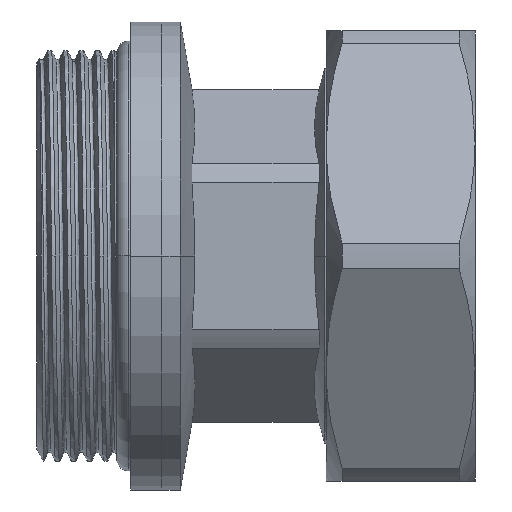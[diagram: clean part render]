
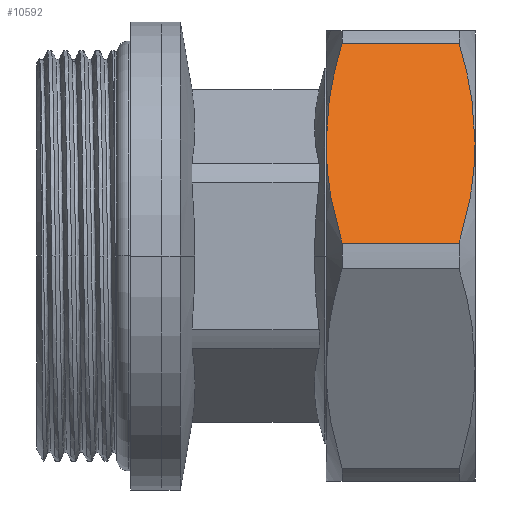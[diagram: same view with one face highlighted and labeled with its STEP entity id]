
A CAD part, front view. The second image highlights one B-rep face of the part: STEP entity #10592.
In plain terms, the highlighted face is planar.
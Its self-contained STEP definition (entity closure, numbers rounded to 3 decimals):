
#4375=DIRECTION('',(1.,0.,0.));
#4376=VECTOR('',#4375,16.881);
#4377=CARTESIAN_POINT('',(-19.191,-19.839,
-30.637));
#4378=LINE('',#4377,#4376);
#4410=DIRECTION('',(-1.,0.,0.));
#4411=VECTOR('',#4410,16.881);
#4412=CARTESIAN_POINT('',(-2.309,-36.452,
-1.863));
#4413=LINE('',#4412,#4411);
#4513=CARTESIAN_POINT('',(0.,-28.146,-16.25));
#4514=CARTESIAN_POINT('',(0.,-27.599,-17.197));
#4515=CARTESIAN_POINT('',(-0.064,-26.505,
-19.092));
#4516=CARTESIAN_POINT('',(-0.349,-24.865,
-21.933));
#4517=CARTESIAN_POINT('',(-0.815,-23.219,
-24.784));
#4518=CARTESIAN_POINT('',(-1.458,-21.554,
-27.667));
#4519=CARTESIAN_POINT('',(-2.007,-20.415,
-29.64));
#4520=CARTESIAN_POINT('',(-2.309,-19.839,
-30.637));
#4546=CARTESIAN_POINT('',(-2.309,-36.452,
-1.863));
#4547=CARTESIAN_POINT('',(-1.931,-35.733,
-3.108));
#4548=CARTESIAN_POINT('',(-1.263,-34.312,
-5.57));
#4549=CARTESIAN_POINT('',(-0.543,-32.249,
-9.144));
#4550=CARTESIAN_POINT('',(-0.1,-30.197,
-12.698));
#4551=CARTESIAN_POINT('',(0.,-28.829,-15.067));
#4552=CARTESIAN_POINT('',(0.,-28.146,-16.25));
#5087=CARTESIAN_POINT('',(-21.5,-28.146,-16.25));
#5088=CARTESIAN_POINT('',(-21.5,-27.599,-17.197));
#5089=CARTESIAN_POINT('',(-21.436,-26.505,
-19.092));
#5090=CARTESIAN_POINT('',(-21.151,-24.865,
-21.933));
#5091=CARTESIAN_POINT('',(-20.685,-23.219,
-24.784));
#5092=CARTESIAN_POINT('',(-20.042,-21.554,
-27.667));
#5093=CARTESIAN_POINT('',(-19.493,-20.415,
-29.64));
#5094=CARTESIAN_POINT('',(-19.191,-19.839,
-30.637));
#5120=CARTESIAN_POINT('',(-19.191,-36.452,
-1.863));
#5121=CARTESIAN_POINT('',(-19.569,-35.733,
-3.108));
#5122=CARTESIAN_POINT('',(-20.237,-34.312,
-5.57));
#5123=CARTESIAN_POINT('',(-20.957,-32.249,
-9.144));
#5124=CARTESIAN_POINT('',(-21.4,-30.197,
-12.698));
#5125=CARTESIAN_POINT('',(-21.5,-28.829,-15.067));
#5126=CARTESIAN_POINT('',(-21.5,-28.146,-16.25));
#7714=CARTESIAN_POINT('',(-2.309,-36.452,
-1.863));
#7715=CARTESIAN_POINT('',(-19.191,-36.452,
-1.863));
#7716=VERTEX_POINT('',#7714);
#7717=VERTEX_POINT('',#7715);
#7726=VERTEX_POINT('',#4552);
#7729=VERTEX_POINT('',#5126);
#7734=CARTESIAN_POINT('',(-2.309,-19.839,
-30.637));
#7735=VERTEX_POINT('',#7734);
#7736=CARTESIAN_POINT('',(-19.191,-19.839,
-30.637));
#7737=VERTEX_POINT('',#7736);
#10579=CARTESIAN_POINT('',(0.,-18.764,-32.5));
#10580=DIRECTION('',(0.,0.866,0.5));
#10581=DIRECTION('',(0.,-0.5,0.866));
#10582=AXIS2_PLACEMENT_3D('',#10579,#10580,#10581);
#10583=PLANE('',#10582);
#10584=ORIENTED_EDGE('',*,*,#8166,.F.);
#10585=ORIENTED_EDGE('',*,*,#8287,.T.);
#10586=ORIENTED_EDGE('',*,*,#8272,.T.);
#10587=ORIENTED_EDGE('',*,*,#8120,.F.);
#10588=ORIENTED_EDGE('',*,*,#8576,.F.);
#10589=ORIENTED_EDGE('',*,*,#8592,.F.);
#10590=EDGE_LOOP('',(#10584,#10585,#10586,#10587,#10588,#10589));
#10591=FACE_OUTER_BOUND('',#10590,.F.);
#10592=ADVANCED_FACE('',(#10591),#10583,.F.);
#4521=B_SPLINE_CURVE_WITH_KNOTS('',3,(#4513,#4514,#4515,#4516,#4517,#4518,#4519,
#4520),.UNSPECIFIED.,.F.,.F.,(4,1,1,1,1,4),(0.,0.2,0.4,0.6,0.8,1.),
.UNSPECIFIED.);
#4553=B_SPLINE_CURVE_WITH_KNOTS('',3,(#4546,#4547,#4548,#4549,#4550,#4551,
#4552),.UNSPECIFIED.,.F.,.F.,(4,1,1,1,4),(0.,0.25,0.5,0.75,1.),
.UNSPECIFIED.);
#5095=B_SPLINE_CURVE_WITH_KNOTS('',3,(#5087,#5088,#5089,#5090,#5091,#5092,#5093,
#5094),.UNSPECIFIED.,.F.,.F.,(4,1,1,1,1,4),(0.,0.2,0.4,0.6,0.8,1.),
.UNSPECIFIED.);
#5127=B_SPLINE_CURVE_WITH_KNOTS('',3,(#5120,#5121,#5122,#5123,#5124,#5125,
#5126),.UNSPECIFIED.,.F.,.F.,(4,1,1,1,4),(0.,0.25,0.5,0.75,1.),
.UNSPECIFIED.);
#8120=EDGE_CURVE('',#7737,#7735,#4378,.T.);
#8166=EDGE_CURVE('',#7716,#7717,#4413,.T.);
#8272=EDGE_CURVE('',#7726,#7735,#4521,.T.);
#8287=EDGE_CURVE('',#7716,#7726,#4553,.T.);
#8576=EDGE_CURVE('',#7729,#7737,#5095,.T.);
#8592=EDGE_CURVE('',#7717,#7729,#5127,.T.);
